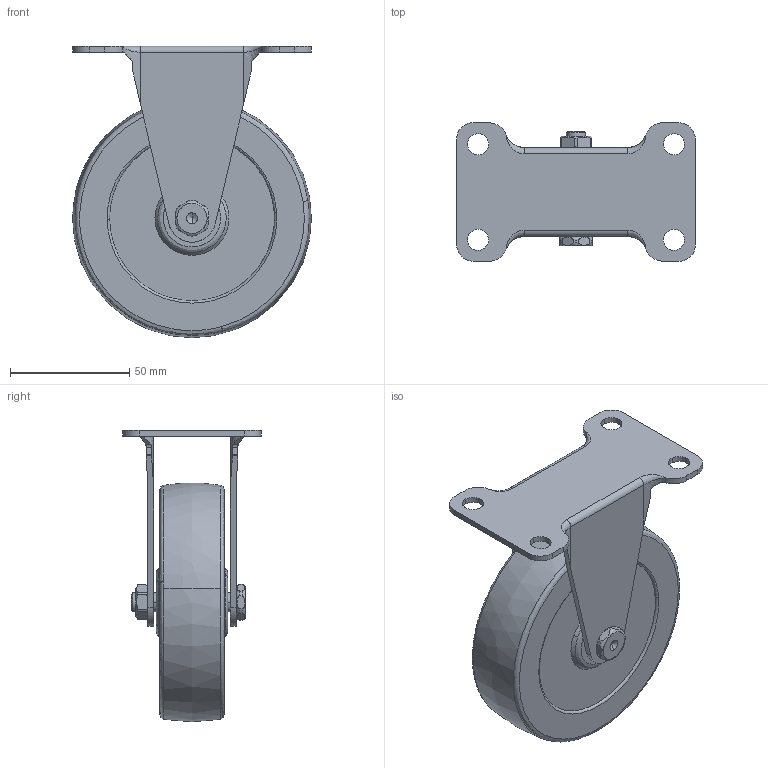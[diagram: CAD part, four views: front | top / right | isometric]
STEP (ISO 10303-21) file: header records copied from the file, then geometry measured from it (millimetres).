
FILE_DESCRIPTION((''),'2;1');
FILE_NAME('','2005-12-16T10:28:49',(''),(''),'','CADfix','');
FILE_SCHEMA(('AUTOMOTIVE_DESIGN'));
Length unit declared in the file: millimetre
Products named in the file (4): wheel; body; axle; 320ER_R100_3185_36
Assembly tree (3 placements, depth 2):
  320ER_R100_3185_36
    wheel
    body
    axle
Bounding box: 100 x 58 x 122 mm (x, y, z)
Volume: 229533.4 mm3; surface area: 46938.5 mm2
Topology: 3 solids, 3 shells, 161 faces, 510 edges, 357 vertices
Faces by surface type: bspline 161
Entity records: 7268 total; most frequent: CARTESIAN_POINT 4469, ORIENTED_EDGE 1008, EDGE_CURVE 504, VERTEX_POINT 357, EDGE_LOOP 183, QUASI_UNIFORM_CURVE 178, FACE_OUTER_BOUND 161, ADVANCED_FACE 161
